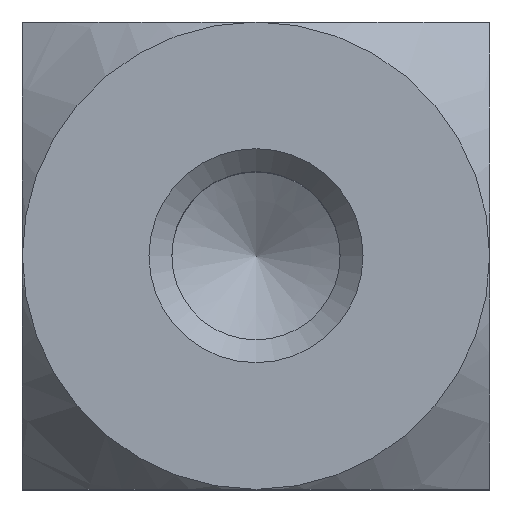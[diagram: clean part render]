
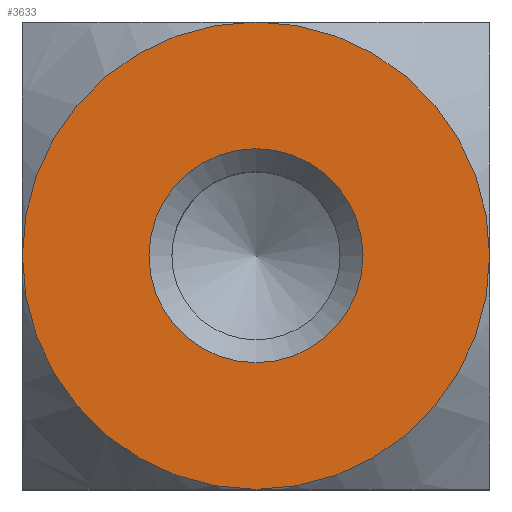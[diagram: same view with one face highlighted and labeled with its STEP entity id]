
A CAD part, top view. The second image highlights one B-rep face of the part: STEP entity #3633.
In plain terms, the highlighted planar face has unit normal (0, 0, 1).
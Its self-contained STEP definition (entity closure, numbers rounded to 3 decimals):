
#23=CIRCLE('',#3726,4.5);
#24=CIRCLE('',#3728,4.5);
#25=CIRCLE('',#3731,4.5);
#27=CIRCLE('',#3761,2.061);
#30=CIRCLE('',#3803,4.5);
#400=ORIENTED_EDGE('',*,*,#861,.T.);
#401=ORIENTED_EDGE('',*,*,#750,.T.);
#402=ORIENTED_EDGE('',*,*,#1005,.T.);
#403=ORIENTED_EDGE('',*,*,#752,.F.);
#404=ORIENTED_EDGE('',*,*,#759,.T.);
#750=EDGE_CURVE('',#1095,#1093,#23,.T.);
#752=EDGE_CURVE('',#1096,#1097,#24,.T.);
#759=EDGE_CURVE('',#1096,#1095,#25,.T.);
#861=EDGE_CURVE('',#1189,#1189,#27,.T.);
#1005=EDGE_CURVE('',#1093,#1097,#30,.T.);
#1093=VERTEX_POINT('',#4598);
#1095=VERTEX_POINT('',#4601);
#1096=VERTEX_POINT('',#4615);
#1097=VERTEX_POINT('',#4616);
#1189=VERTEX_POINT('',#4897);
#2036=EDGE_LOOP('',(#400));
#2037=EDGE_LOOP('',(#401,#402,#403,#404));
#2214=FACE_BOUND('',#2036,.T.);
#2215=FACE_BOUND('',#2037,.T.);
#2367=PLANE('',#3804);
#3633=ADVANCED_FACE('',(#2214,#2215),#2367,.T.);
#3726=AXIS2_PLACEMENT_3D('',#4600,#3915,#3916);
#3728=AXIS2_PLACEMENT_3D('',#4614,#3919,#3920);
#3731=AXIS2_PLACEMENT_3D('',#4659,#3928,#3929);
#3761=AXIS2_PLACEMENT_3D('',#4896,#4086,#4087);
#3803=AXIS2_PLACEMENT_3D('',#5172,#4310,#4311);
#3804=AXIS2_PLACEMENT_3D('',#5173,#4312,#4313);
#3915=DIRECTION('',(0.,0.,1.));
#3916=DIRECTION('',(1.,0.,0.));
#3919=DIRECTION('',(0.,0.,-1.));
#3920=DIRECTION('',(-1.,0.,0.));
#3928=DIRECTION('',(0.,0.,1.));
#3929=DIRECTION('',(1.,0.,0.));
#4086=DIRECTION('',(0.,0.,-1.));
#4087=DIRECTION('',(1.,0.,0.));
#4310=DIRECTION('',(0.,0.,1.));
#4311=DIRECTION('',(1.,0.,0.));
#4312=DIRECTION('',(0.,0.,1.));
#4313=DIRECTION('',(1.,0.,0.));
#4598=CARTESIAN_POINT('',(4.5,0.,7.));
#4600=CARTESIAN_POINT('',(0.,0.,7.));
#4601=CARTESIAN_POINT('',(0.,-4.5,7.));
#4614=CARTESIAN_POINT('',(0.,0.,7.));
#4615=CARTESIAN_POINT('',(-4.5,0.,7.));
#4616=CARTESIAN_POINT('',(0.,4.5,7.));
#4659=CARTESIAN_POINT('',(0.,0.,7.));
#4896=CARTESIAN_POINT('',(0.,0.,7.));
#4897=CARTESIAN_POINT('',(2.061,0.,7.));
#5172=CARTESIAN_POINT('',(0.,0.,7.));
#5173=CARTESIAN_POINT('',(-4.5,-4.5,7.));
